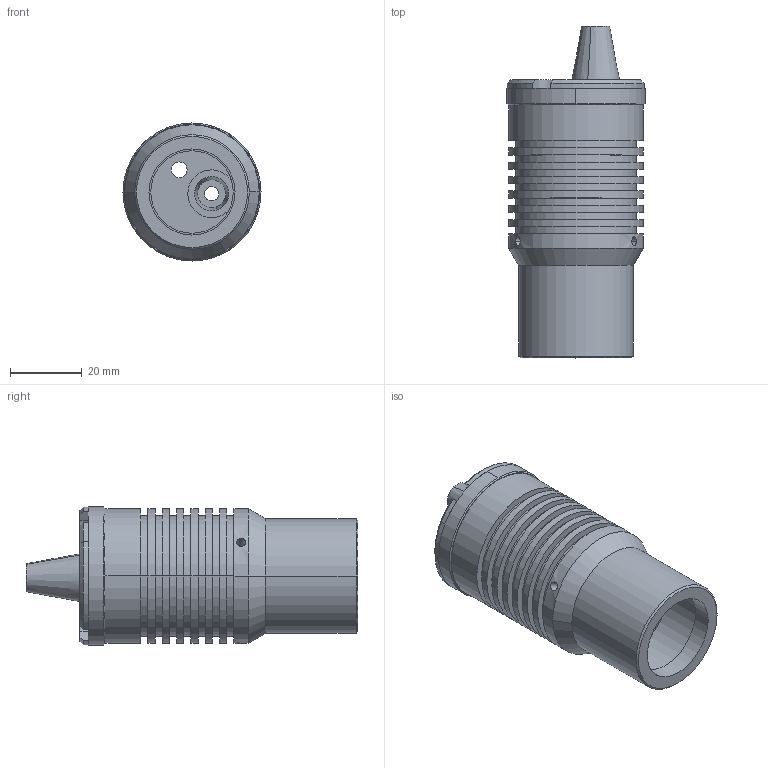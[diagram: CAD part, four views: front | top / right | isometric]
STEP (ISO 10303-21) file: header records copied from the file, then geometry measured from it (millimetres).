
FILE_DESCRIPTION (( 'STEP AP214' ), '1' );
FILE_NAME ('LTPR36XX.STEP', '2010-06-11T06:47:18', ( 'santini' ), ( 'Opto Engineering srl' ), 'SwSTEP 2.0', 'SolidWorks 2010', '' );
FILE_SCHEMA (( 'AUTOMOTIVE_DESIGN' ));
Length unit declared in the file: millimetre
Products named in the file (1): LTPR36XX
Bounding box: 38.5 x 92.57 x 38.5 mm (x, y, z)
Surface area: 20822.7 mm2 (no closed solid volume)
Topology: 0 solids, 7 shells, 120 faces, 303 edges, 207 vertices
Faces by surface type: cylinder 78, plane 30, cone 12
Entity records: 5298 total; most frequent: CARTESIAN_POINT 877, DIRECTION 707, ORIENTED_EDGE 562, EDGE_CURVE 303, AXIS2_PLACEMENT_3D 301, VERTEX_POINT 207, CIRCLE 180, EDGE_LOOP 170
